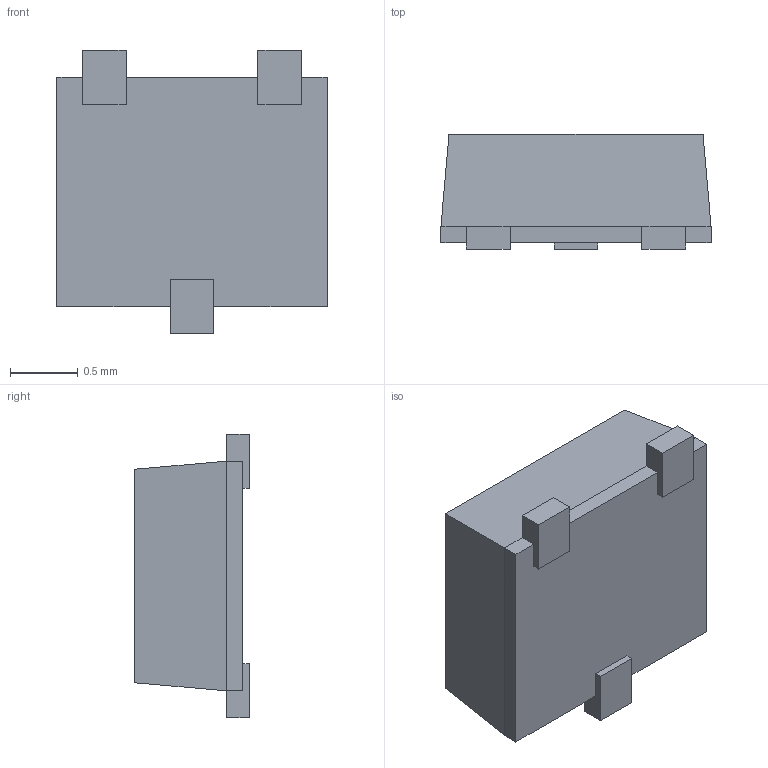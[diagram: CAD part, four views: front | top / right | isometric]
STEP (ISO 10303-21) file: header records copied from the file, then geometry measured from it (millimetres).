
FILE_DESCRIPTION(/* description */ (''),/* implementation_level */ '2;1');
FILE_NAME(/* name */ '',/* time_stamp */ '',/* author */ (''),/* organization */ (''),/* preprocessor_version */ '',/* originating_system */ '',/* authorisation */ '');
FILE_SCHEMA (('AUTOMOTIVE_DESIGN { 1 0 10303 214 3 1 1 }'));
Length unit declared in the file: millimetre
Products named in the file (1): Rohm SOT-323T
Bounding box: 2 x 0.85 x 2.1 mm (x, y, z)
Volume: 2.6 mm3; surface area: 12.9 mm2
Topology: 1 solids, 1 shells, 165 faces, 452 edges, 298 vertices
Faces by surface type: plane 86, bspline 79
Entity records: 5796 total; most frequent: CARTESIAN_POINT 1877, ORIENTED_EDGE 904, DIRECTION 512, EDGE_CURVE 452, VERTEX_POINT 298, LINE 294, VECTOR 294, EDGE_LOOP 174
